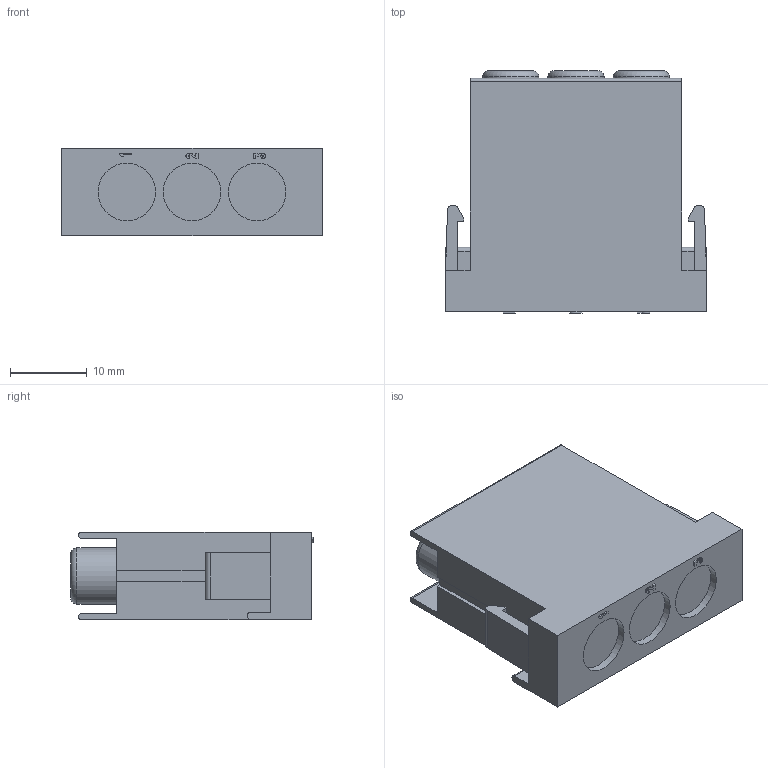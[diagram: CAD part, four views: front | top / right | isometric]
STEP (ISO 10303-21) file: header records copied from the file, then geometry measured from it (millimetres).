
FILE_DESCRIPTION(/* description */ (''),/* implementation_level */ '2;1');
FILE_NAME(/* name */ 'c146 a03 001 e8nxc001-01.stp',/* time_stamp */ '2021-01-14T07:31:12+01:00',/* author */ (''),/* organization */ (''),/* preprocessor_version */ 'ST-DEVELOPER v16.7',/* originating_system */ 'SIEMENS PLM Software NX 12.0',/* authorisation */ '');
FILE_SCHEMA (('AUTOMOTIVE_DESIGN { 1 0 10303 214 3 1 1 1 }'));
Length unit declared in the file: millimetre
Products named in the file (1): c146 a03 001 e8nxc001-01
Bounding box: 34 x 31.6 x 11.4 mm (x, y, z)
Volume: 9292.9 mm3; surface area: 4225.7 mm2
Topology: 1 solids, 1 shells, 127 faces, 327 edges, 217 vertices
Faces by surface type: plane 99, cylinder 15, extrusion 10, torus 3
Full cylindrical faces by diameter (mm): 5.3 x3, 7.3 x3, 7.5 x3
Entity records: 4492 total; most frequent: CARTESIAN_POINT 660, DIRECTION 626, ORIENTED_EDGE 622, EDGE_CURVE 311, VECTOR 264, LINE 254, VERTEX_POINT 213, AXIS2_PLACEMENT_3D 181
